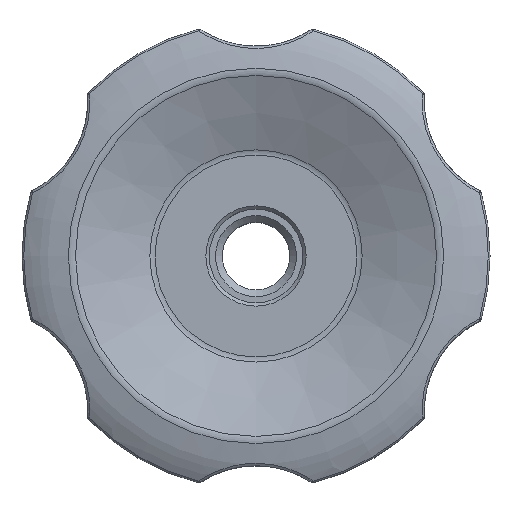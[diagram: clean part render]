
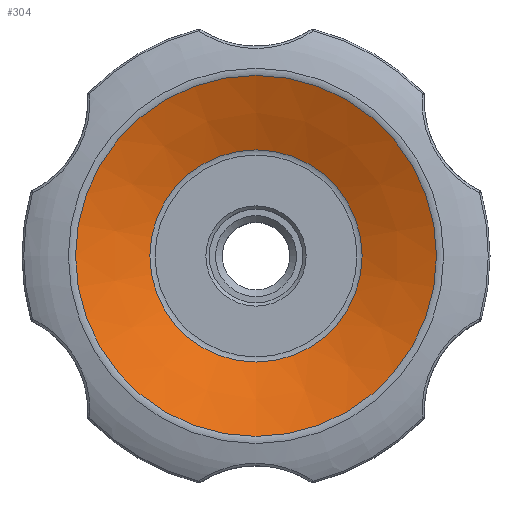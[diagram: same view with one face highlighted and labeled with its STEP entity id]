
A CAD part, top view. The second image highlights one B-rep face of the part: STEP entity #304.
In plain terms, the highlighted conical face has half-angle 67.38 degrees and reference radius 26.997 mm.
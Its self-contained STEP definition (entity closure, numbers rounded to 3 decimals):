
#304 = ADVANCED_FACE( '', ( #623, #624 ), #625, .F. );
#623 = FACE_BOUND( '', #2842, .T. );
#624 = FACE_OUTER_BOUND( '', #2843, .T. );
#625 = CONICAL_SURFACE( '', #2844, 26.997, 1.176 );
#2842 = EDGE_LOOP( '', ( #3511 ) );
#2843 = EDGE_LOOP( '', ( #3512 ) );
#2844 = AXIS2_PLACEMENT_3D( '', #3513, #3514, #3515 );
#3511 = ORIENTED_EDGE( '', *, *, #3692, .F. );
#3512 = ORIENTED_EDGE( '', *, *, #3710, .T. );
#3513 = CARTESIAN_POINT( '', ( 0., 0., 39.791 ) );
#3514 = DIRECTION( '', ( 0., 0., 1. ) );
#3515 = DIRECTION( '', ( 0., -1., 0. ) );
#3692 = EDGE_CURVE( '', #4035, #4035, #4036, .T. );
#3710 = EDGE_CURVE( '', #4056, #4056, #4057, .T. );
#4035 = VERTEX_POINT( '', #5479 );
#4036 = CIRCLE( '', #5480, 15.869 );
#4056 = VERTEX_POINT( '', #5503 );
#4057 = CIRCLE( '', #5504, 26.997 );
#5479 = CARTESIAN_POINT( '', ( 0., -15.869, 35.154 ) );
#5480 = AXIS2_PLACEMENT_3D( '', #5955, #5956, #5957 );
#5503 = CARTESIAN_POINT( '', ( 0., -26.997, 39.791 ) );
#5504 = AXIS2_PLACEMENT_3D( '', #5979, #5980, #5981 );
#5955 = CARTESIAN_POINT( '', ( 0., 0., 35.154 ) );
#5956 = DIRECTION( '', ( 0., 0., 1. ) );
#5957 = DIRECTION( '', ( 0., -1., 0. ) );
#5979 = CARTESIAN_POINT( '', ( 0., 0., 39.791 ) );
#5980 = DIRECTION( '', ( 0., 0., 1. ) );
#5981 = DIRECTION( '', ( 0., -1., 0. ) );
